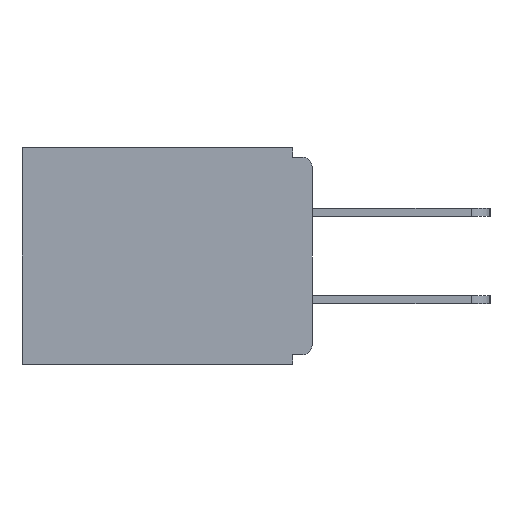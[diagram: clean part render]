
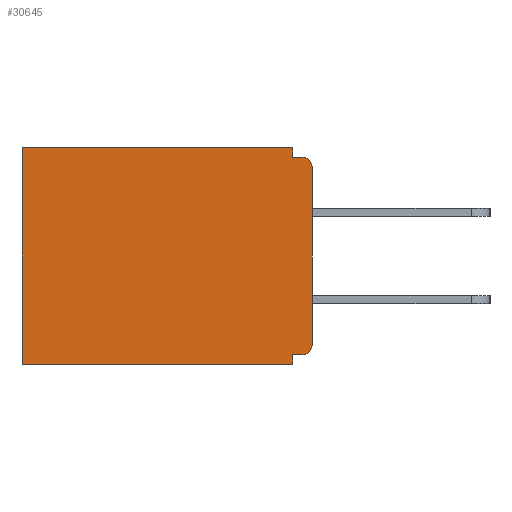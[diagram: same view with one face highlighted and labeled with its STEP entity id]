
A CAD part, left-side view. The second image highlights one B-rep face of the part: STEP entity #30645.
In plain terms, the highlighted planar face has unit normal (-1, 0, 0).
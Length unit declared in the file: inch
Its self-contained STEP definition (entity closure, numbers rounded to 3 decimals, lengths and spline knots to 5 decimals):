
#950 = EDGE_LOOP ( 'NONE', ( #17277, #9972, #6787, #29297, #28456, #8073, #28542, #6137, #21073, #17801 ) ) ;
#1287 = CARTESIAN_POINT ( 'NONE',  ( 0.298, 0.031, -0.343 ) ) ;
#1508 = EDGE_CURVE ( 'NONE', #6388, #1511, #16007, .T. ) ;
#1511 = VERTEX_POINT ( 'NONE', #3743 ) ;
#1515 = CARTESIAN_POINT ( 'NONE',  ( 0.298, 0.015, -0.015 ) ) ;
#2168 = DIRECTION ( 'NONE',  ( 0., 0., -1. ) ) ;
#2413 = CARTESIAN_POINT ( 'NONE',  ( 0.298, 0., -0.343 ) ) ;
#2787 = EDGE_CURVE ( 'NONE', #27595, #13456, #25626, .T. ) ;
#3360 = DIRECTION ( 'NONE',  ( 0., 1., 0. ) ) ;
#3626 = DIRECTION ( 'NONE',  ( 0., -1., 0. ) ) ;
#3725 = VECTOR ( 'NONE', #27346, 39.37008 ) ;
#3743 = CARTESIAN_POINT ( 'NONE',  ( 0.298, 0.031, -0.015 ) ) ;
#4742 = AXIS2_PLACEMENT_3D ( 'NONE', #18393, #16091, #11333 ) ;
#4864 = CARTESIAN_POINT ( 'NONE',  ( 0.298, 0., -0.03 ) ) ;
#5745 = LINE ( 'NONE', #11450, #8002 ) ;
#5957 = VERTEX_POINT ( 'NONE', #9120 ) ;
#6137 = ORIENTED_EDGE ( 'NONE', *, *, #24422, .F. ) ;
#6388 = VERTEX_POINT ( 'NONE', #9477 ) ;
#6787 = ORIENTED_EDGE ( 'NONE', *, *, #1508, .F. ) ;
#6804 = LINE ( 'NONE', #2413, #15675 ) ;
#7223 = DIRECTION ( 'NONE',  ( 0., 0., -1. ) ) ;
#7702 = FACE_OUTER_BOUND ( 'NONE', #950, .T. ) ;
#8002 = VECTOR ( 'NONE', #16206, 39.37008 ) ;
#8073 = ORIENTED_EDGE ( 'NONE', *, *, #17152, .F. ) ;
#8529 = VECTOR ( 'NONE', #7223, 39.37008 ) ;
#8650 = PLANE ( 'NONE',  #14796 ) ;
#9120 = CARTESIAN_POINT ( 'NONE',  ( 0.298, 0.46, 0. ) ) ;
#9416 = DIRECTION ( 'NONE',  ( 0., 1., 0. ) ) ;
#9477 = CARTESIAN_POINT ( 'NONE',  ( 0.298, 0.031, 0. ) ) ;
#9928 = DIRECTION ( 'NONE',  ( 0., 0., -1. ) ) ;
#9941 = DIRECTION ( 'NONE',  ( 0., 1., 0. ) ) ;
#9972 = ORIENTED_EDGE ( 'NONE', *, *, #30381, .F. ) ;
#10340 = EDGE_CURVE ( 'NONE', #6388, #5957, #28217, .T. ) ;
#11333 = DIRECTION ( 'NONE',  ( 0., 0., -1. ) ) ;
#11450 = CARTESIAN_POINT ( 'NONE',  ( 0.298, 0.46, 0. ) ) ;
#13456 = VERTEX_POINT ( 'NONE', #22664 ) ;
#13879 = CIRCLE ( 'NONE', #14183, 0.015 ) ;
#14183 = AXIS2_PLACEMENT_3D ( 'NONE', #30411, #18796, #25529 ) ;
#14448 = DIRECTION ( 'NONE',  ( 1., 0., 0. ) ) ;
#14607 = CIRCLE ( 'NONE', #4742, 0.015 ) ;
#14796 = AXIS2_PLACEMENT_3D ( 'NONE', #27624, #14448, #2168 ) ;
#14855 = VECTOR ( 'NONE', #9928, 39.37008 ) ;
#15084 = EDGE_CURVE ( 'NONE', #5957, #15465, #5745, .T. ) ;
#15343 = VERTEX_POINT ( 'NONE', #1287 ) ;
#15465 = VERTEX_POINT ( 'NONE', #29871 ) ;
#15675 = VECTOR ( 'NONE', #9416, 39.37008 ) ;
#15688 = CARTESIAN_POINT ( 'NONE',  ( 0.298, 0.031, -0.343 ) ) ;
#15869 = LINE ( 'NONE', #29406, #22954 ) ;
#16007 = LINE ( 'NONE', #15688, #3725 ) ;
#16091 = DIRECTION ( 'NONE',  ( -1., 0., 0. ) ) ;
#16206 = DIRECTION ( 'NONE',  ( 0., 0., -1. ) ) ;
#16954 = CARTESIAN_POINT ( 'NONE',  ( 0.298, 0.031, -0.343 ) ) ;
#17152 = EDGE_CURVE ( 'NONE', #15343, #15465, #6804, .T. ) ;
#17277 = ORIENTED_EDGE ( 'NONE', *, *, #25549, .T. ) ;
#17801 = ORIENTED_EDGE ( 'NONE', *, *, #2787, .F. ) ;
#18393 = CARTESIAN_POINT ( 'NONE',  ( 0.298, 0.015, -0.03 ) ) ;
#18762 = LINE ( 'NONE', #29426, #20601 ) ;
#18796 = DIRECTION ( 'NONE',  ( -1., 0., 0. ) ) ;
#18932 = EDGE_CURVE ( 'NONE', #25523, #13456, #13879, .T. ) ;
#19171 = CARTESIAN_POINT ( 'NONE',  ( 0.298, 0., 0. ) ) ;
#20057 = CARTESIAN_POINT ( 'NONE',  ( 0.298, 0.031, -0.328 ) ) ;
#20601 = VECTOR ( 'NONE', #3360, 39.37008 ) ;
#20892 = EDGE_CURVE ( 'NONE', #22579, #15343, #21201, .T. ) ;
#21073 = ORIENTED_EDGE ( 'NONE', *, *, #18932, .T. ) ;
#21201 = LINE ( 'NONE', #16954, #14855 ) ;
#22579 = VERTEX_POINT ( 'NONE', #20057 ) ;
#22664 = CARTESIAN_POINT ( 'NONE',  ( 0.298, 0., -0.313 ) ) ;
#22875 = CARTESIAN_POINT ( 'NONE',  ( 0.298, 0.015, -0.328 ) ) ;
#22954 = VECTOR ( 'NONE', #3626, 39.37008 ) ;
#23004 = VECTOR ( 'NONE', #9941, 39.37008 ) ;
#24422 = EDGE_CURVE ( 'NONE', #25523, #22579, #18762, .T. ) ;
#24840 = VERTEX_POINT ( 'NONE', #1515 ) ;
#25523 = VERTEX_POINT ( 'NONE', #22875 ) ;
#25529 = DIRECTION ( 'NONE',  ( 0., 0., -1. ) ) ;
#25549 = EDGE_CURVE ( 'NONE', #27595, #24840, #14607, .T. ) ;
#25626 = LINE ( 'NONE', #19171, #8529 ) ;
#27346 = DIRECTION ( 'NONE',  ( 0., 0., -1. ) ) ;
#27595 = VERTEX_POINT ( 'NONE', #4864 ) ;
#27624 = CARTESIAN_POINT ( 'NONE',  ( 0.298, 0., 0. ) ) ;
#28217 = LINE ( 'NONE', #29014, #23004 ) ;
#28456 = ORIENTED_EDGE ( 'NONE', *, *, #15084, .T. ) ;
#28542 = ORIENTED_EDGE ( 'NONE', *, *, #20892, .F. ) ;
#29014 = CARTESIAN_POINT ( 'NONE',  ( 0.298, 0., 0. ) ) ;
#29297 = ORIENTED_EDGE ( 'NONE', *, *, #10340, .T. ) ;
#29406 = CARTESIAN_POINT ( 'NONE',  ( 0.298, 0., -0.015 ) ) ;
#29426 = CARTESIAN_POINT ( 'NONE',  ( 0.298, 0., -0.328 ) ) ;
#29871 = CARTESIAN_POINT ( 'NONE',  ( 0.298, 0.46, -0.343 ) ) ;
#30381 = EDGE_CURVE ( 'NONE', #1511, #24840, #15869, .T. ) ;
#30411 = CARTESIAN_POINT ( 'NONE',  ( 0.298, 0.015, -0.313 ) ) ;
#30645 = ADVANCED_FACE ( 'NONE', ( #7702 ), #8650, .F. ) ;
